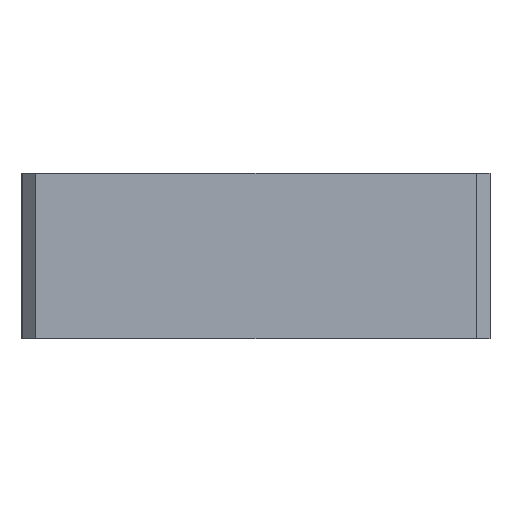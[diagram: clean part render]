
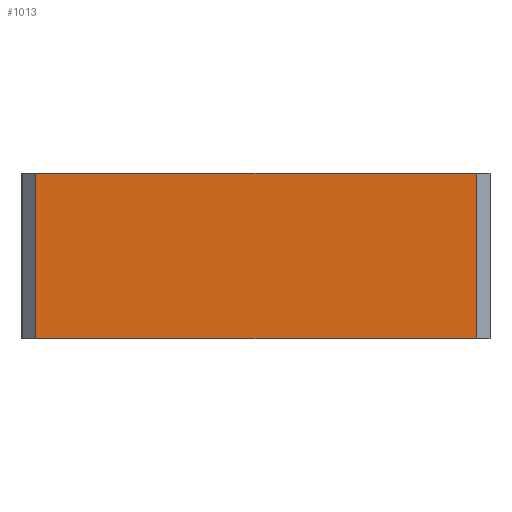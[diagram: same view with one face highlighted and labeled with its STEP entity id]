
A CAD part, front view. The second image highlights one B-rep face of the part: STEP entity #1013.
In plain terms, the highlighted planar face has unit normal (0, -1, 0).
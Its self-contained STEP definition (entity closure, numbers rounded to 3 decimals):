
#32 = CARTESIAN_POINT ( 'NONE',  ( 17.088, -66.436, 0. ) ) ;
#102 = ORIENTED_EDGE ( 'NONE', *, *, #3049, .T. ) ;
#132 = VERTEX_POINT ( 'NONE', #1113 ) ;
#192 = AXIS2_PLACEMENT_3D ( 'NONE', #2448, #2487, #2926 ) ;
#219 = EDGE_CURVE ( 'NONE', #943, #132, #2310, .T. ) ;
#444 = CARTESIAN_POINT ( 'NONE',  ( -14.912, -66.436, 12. ) ) ;
#521 = CARTESIAN_POINT ( 'NONE',  ( -15.912, -66.436, 0. ) ) ;
#531 = CARTESIAN_POINT ( 'NONE',  ( 17.088, -66.436, 12. ) ) ;
#537 = DIRECTION ( 'NONE',  ( 0., 0., -1. ) ) ;
#684 = ORIENTED_EDGE ( 'NONE', *, *, #219, .F. ) ;
#726 = CARTESIAN_POINT ( 'NONE',  ( -14.912, -66.436, 0. ) ) ;
#778 = PLANE ( 'NONE',  #192 ) ;
#943 = VERTEX_POINT ( 'NONE', #444 ) ;
#978 = FACE_OUTER_BOUND ( 'NONE', #1765, .T. ) ;
#1013 = ADVANCED_FACE ( 'NONE', ( #978 ), #778, .F. ) ;
#1080 = ORIENTED_EDGE ( 'NONE', *, *, #1259, .T. ) ;
#1113 = CARTESIAN_POINT ( 'NONE',  ( 17.088, -66.436, 12. ) ) ;
#1234 = DIRECTION ( 'NONE',  ( 0., 0., 1. ) ) ;
#1259 = EDGE_CURVE ( 'NONE', #943, #1610, #1474, .T. ) ;
#1444 = DIRECTION ( 'NONE',  ( 1., 0., 0. ) ) ;
#1474 = LINE ( 'NONE', #2004, #2202 ) ;
#1610 = VERTEX_POINT ( 'NONE', #726 ) ;
#1691 = EDGE_CURVE ( 'NONE', #2625, #132, #2498, .T. ) ;
#1765 = EDGE_LOOP ( 'NONE', ( #684, #1080, #102, #1811 ) ) ;
#1793 = DIRECTION ( 'NONE',  ( 1., 0., 0. ) ) ;
#1811 = ORIENTED_EDGE ( 'NONE', *, *, #1691, .T. ) ;
#2004 = CARTESIAN_POINT ( 'NONE',  ( -14.912, -66.436, 12. ) ) ;
#2177 = VECTOR ( 'NONE', #1444, 1000. ) ;
#2202 = VECTOR ( 'NONE', #537, 1000. ) ;
#2310 = LINE ( 'NONE', #3015, #2477 ) ;
#2448 = CARTESIAN_POINT ( 'NONE',  ( -15.912, -66.436, 12. ) ) ;
#2477 = VECTOR ( 'NONE', #1793, 1000. ) ;
#2487 = DIRECTION ( 'NONE',  ( 0., 1., 0. ) ) ;
#2498 = LINE ( 'NONE', #531, #3087 ) ;
#2625 = VERTEX_POINT ( 'NONE', #32 ) ;
#2712 = LINE ( 'NONE', #521, #2177 ) ;
#2926 = DIRECTION ( 'NONE',  ( 0., 0., 1. ) ) ;
#3015 = CARTESIAN_POINT ( 'NONE',  ( -15.912, -66.436, 12. ) ) ;
#3049 = EDGE_CURVE ( 'NONE', #1610, #2625, #2712, .T. ) ;
#3087 = VECTOR ( 'NONE', #1234, 1000. ) ;
